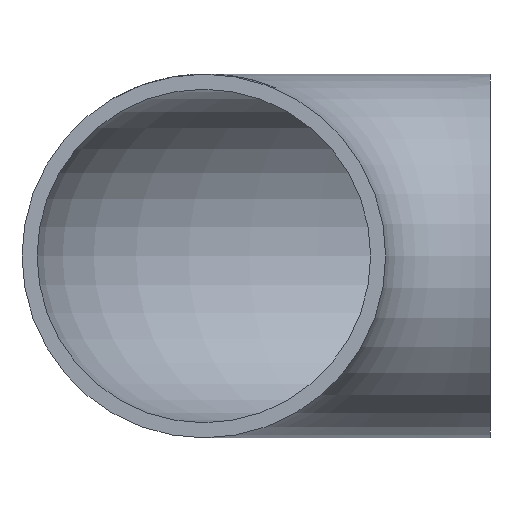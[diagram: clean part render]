
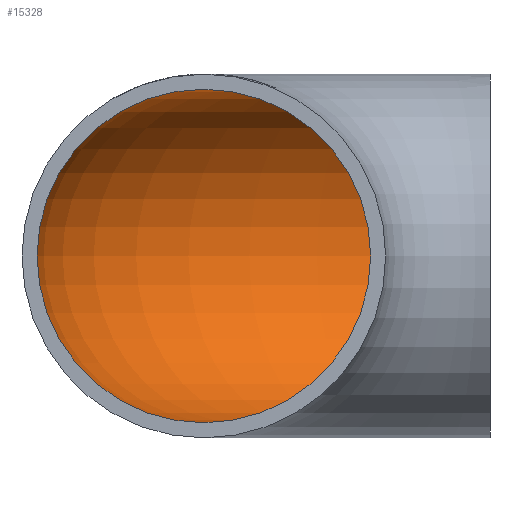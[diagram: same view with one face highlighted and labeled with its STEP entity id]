
A CAD part, front view. The second image highlights one B-rep face of the part: STEP entity #15328.
In plain terms, the highlighted toroidal (fillet/blend) face has major radius 38 mm and minor radius 22.15 mm.
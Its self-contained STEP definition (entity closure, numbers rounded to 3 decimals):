
#914 = EDGE_CURVE ( 'NONE', #10935, #10935, #13048, .T. ) ;
#1698 = DIRECTION ( 'NONE',  ( 1., 0., 0. ) ) ;
#2880 = DIRECTION ( 'NONE',  ( 0., 1., 0. ) ) ;
#4368 = DIRECTION ( 'NONE',  ( 0., 0., -1. ) ) ;
#4777 = CARTESIAN_POINT ( 'NONE',  ( -38., 0., 0. ) ) ;
#6061 = DIRECTION ( 'NONE',  ( 0., 0., 1. ) ) ;
#7361 = FACE_OUTER_BOUND ( 'NONE', #8726, .T. ) ;
#8028 = VERTEX_POINT ( 'NONE', #15010 ) ;
#8444 = DIRECTION ( 'NONE',  ( -1., 0., 0. ) ) ;
#8726 = EDGE_LOOP ( 'NONE', ( #14248 ) ) ;
#9292 = ORIENTED_EDGE ( 'NONE', *, *, #914, .T. ) ;
#10234 = CIRCLE ( 'NONE', #11679, 22.15 ) ;
#10935 = VERTEX_POINT ( 'NONE', #14827 ) ;
#11679 = AXIS2_PLACEMENT_3D ( 'NONE', #4777, #14284, #6061 ) ;
#12701 = FACE_OUTER_BOUND ( 'NONE', #14944, .T. ) ;
#12935 = EDGE_CURVE ( 'NONE', #8028, #8028, #10234, .T. ) ;
#13048 = CIRCLE ( 'NONE', #15349, 22.15 ) ;
#13162 = AXIS2_PLACEMENT_3D ( 'NONE', #15676, #4368, #8444 ) ;
#14248 = ORIENTED_EDGE ( 'NONE', *, *, #12935, .F. ) ;
#14284 = DIRECTION ( 'NONE',  ( 0., 1., 0. ) ) ;
#14827 = CARTESIAN_POINT ( 'NONE',  ( 0., 60.15, 0. ) ) ;
#14944 = EDGE_LOOP ( 'NONE', ( #9292 ) ) ;
#15010 = CARTESIAN_POINT ( 'NONE',  ( -38., 0., 22.15 ) ) ;
#15328 = ADVANCED_FACE ( 'NONE', ( #12701, #7361 ), #17744, .F. ) ;
#15349 = AXIS2_PLACEMENT_3D ( 'NONE', #15538, #1698, #2880 ) ;
#15538 = CARTESIAN_POINT ( 'NONE',  ( 0., 38., 0. ) ) ;
#15676 = CARTESIAN_POINT ( 'NONE',  ( 0., 0., 0. ) ) ;
#17744 = TOROIDAL_SURFACE ( 'NONE', #13162, 38., 22.15 ) ;
